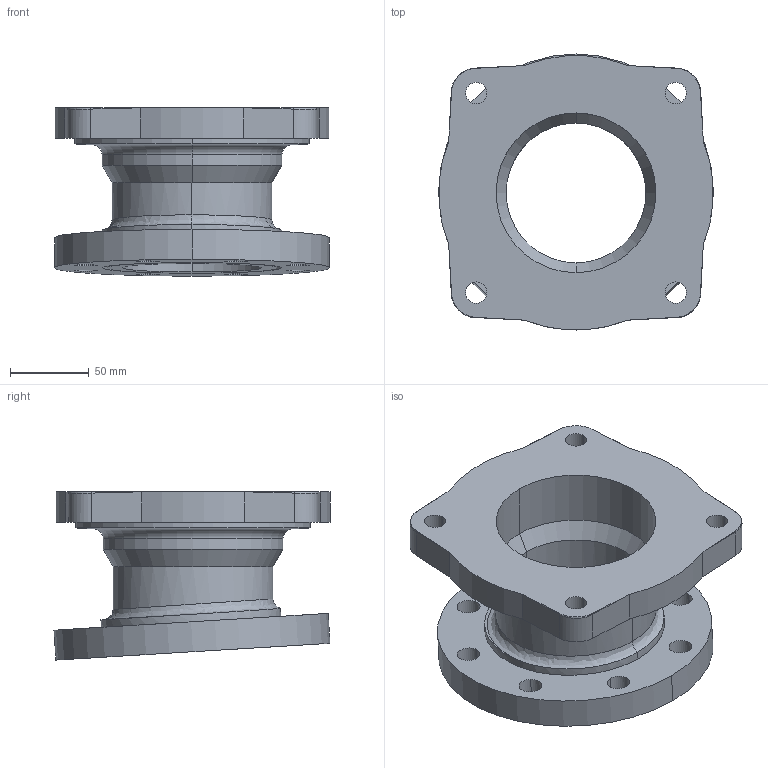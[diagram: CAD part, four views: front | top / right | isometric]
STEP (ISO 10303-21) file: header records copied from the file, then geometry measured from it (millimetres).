
FILE_DESCRIPTION((''),'2;1');
FILE_NAME('D40570_SW0001','2012-01-10T',('jhabe'),(''),'PRO/ENGINEER BY PARAMETRIC TECHNOLOGY CORPORATION, 2011310','PRO/ENGINEER BY PARAMETRIC TECHNOLOGY CORPORATION, 2011310','');
FILE_SCHEMA(('CONFIG_CONTROL_DESIGN'));
Length unit declared in the file: inch
Products named in the file (1): D40570_SW0001
Bounding box: 174.62 x 175.46 x 106.94 mm (x, y, z)
Surface area: 150215.9 mm2 (no closed solid volume)
Topology: 0 solids, 1 shells, 87 faces, 218 edges, 137 vertices
Faces by surface type: cylinder 50, plane 14, bspline 14, cone 7, torus 2
Entity records: 3443 total; most frequent: CARTESIAN_POINT 1295, DIRECTION 438, ORIENTED_EDGE 436, EDGE_CURVE 218, AXIS2_PLACEMENT_3D 179, VERTEX_POINT 137, EDGE_LOOP 117, CIRCLE 106
